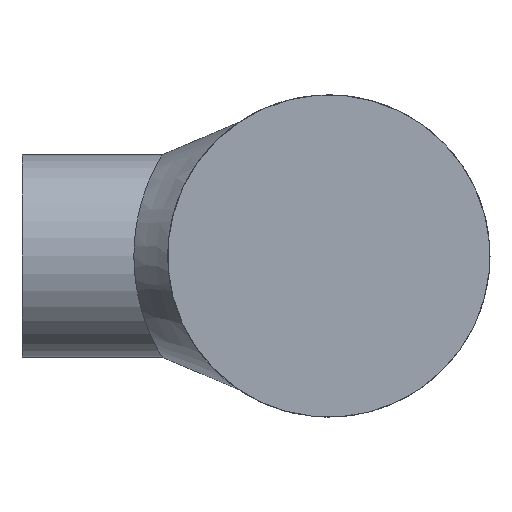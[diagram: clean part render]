
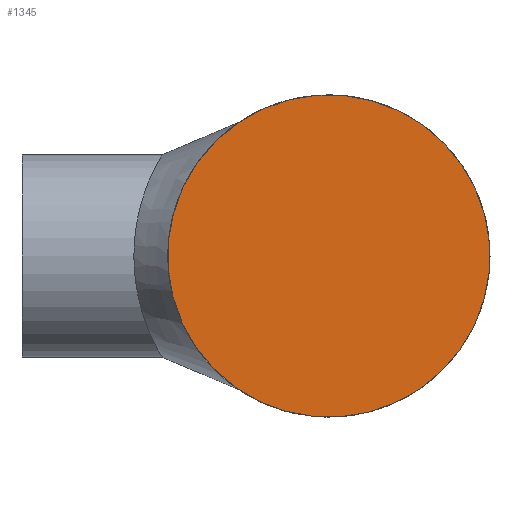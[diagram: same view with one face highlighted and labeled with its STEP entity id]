
A CAD part, left-side view. The second image highlights one B-rep face of the part: STEP entity #1345.
In plain terms, the highlighted planar face has unit normal (-1, 0, 0).
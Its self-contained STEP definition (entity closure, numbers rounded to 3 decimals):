
#108=PLANE('',#1622);
#310=FACE_OUTER_BOUND('',#416,.T.);
#416=EDGE_LOOP('',(#1105));
#511=CIRCLE('',#1614,17.5);
#661=VERTEX_POINT('',#3386);
#814=EDGE_CURVE('',#661,#661,#511,.T.);
#1105=ORIENTED_EDGE('',*,*,#814,.F.);
#1345=ADVANCED_FACE('',(#310),#108,.F.);
#1614=AXIS2_PLACEMENT_3D('',#3388,#1941,#1942);
#1622=AXIS2_PLACEMENT_3D('',#3401,#1959,#1960);
#1941=DIRECTION('center_axis',(1.,0.,0.));
#1942=DIRECTION('ref_axis',(0.,1.,0.));
#1959=DIRECTION('center_axis',(1.,0.,0.));
#1960=DIRECTION('ref_axis',(0.,0.,-1.));
#3386=CARTESIAN_POINT('',(0.,-17.5,0.));
#3388=CARTESIAN_POINT('Origin',(0.,0.,0.));
#3401=CARTESIAN_POINT('Origin',(0.,0.,0.));
